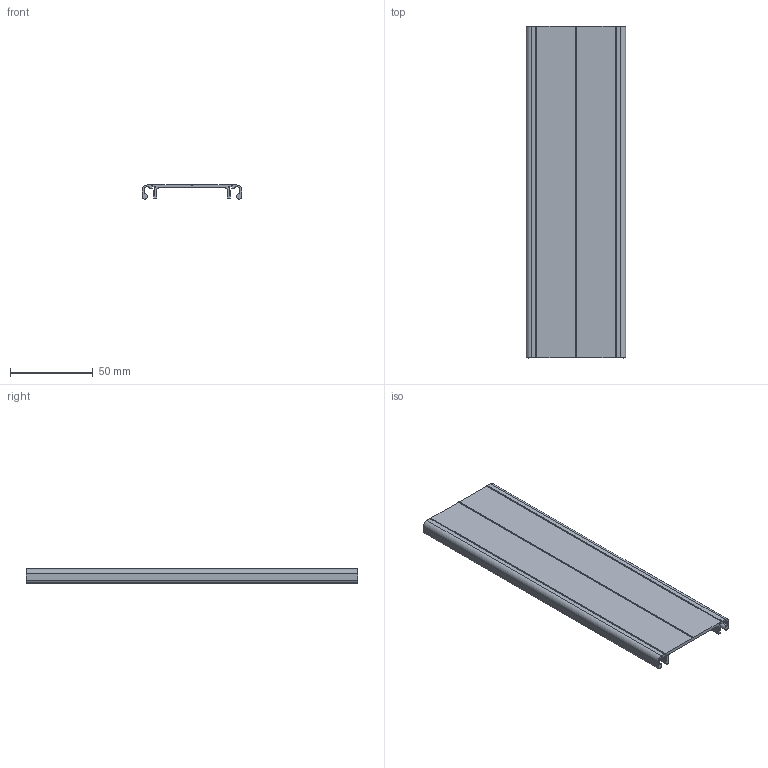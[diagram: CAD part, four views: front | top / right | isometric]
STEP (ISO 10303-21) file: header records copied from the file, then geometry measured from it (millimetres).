
FILE_DESCRIPTION (( 'STEP AP203' ), '1' );
FILE_NAME ('201600999_c_1.STEP', '2023-03-19T02:44:45', ( '' ), ( '' ), 'SwSTEP 2.0', 'SolidWorks 2014', '' );
FILE_SCHEMA (( 'CONFIG_CONTROL_DESIGN' ));
Length unit declared in the file: millimetre
Products named in the file (1): 201600999_c_1
Bounding box: 60 x 200 x 8.52 mm (x, y, z)
Volume: 29087.4 mm3; surface area: 37095.2 mm2
Topology: 1 solids, 1 shells, 114 faces, 336 edges, 224 vertices
Faces by surface type: cylinder 61, plane 53
Entity records: 3919 total; most frequent: DIRECTION 688, CARTESIAN_POINT 675, ORIENTED_EDGE 672, EDGE_CURVE 336, AXIS2_PLACEMENT_3D 237, VERTEX_POINT 224, VECTOR 214, LINE 214
